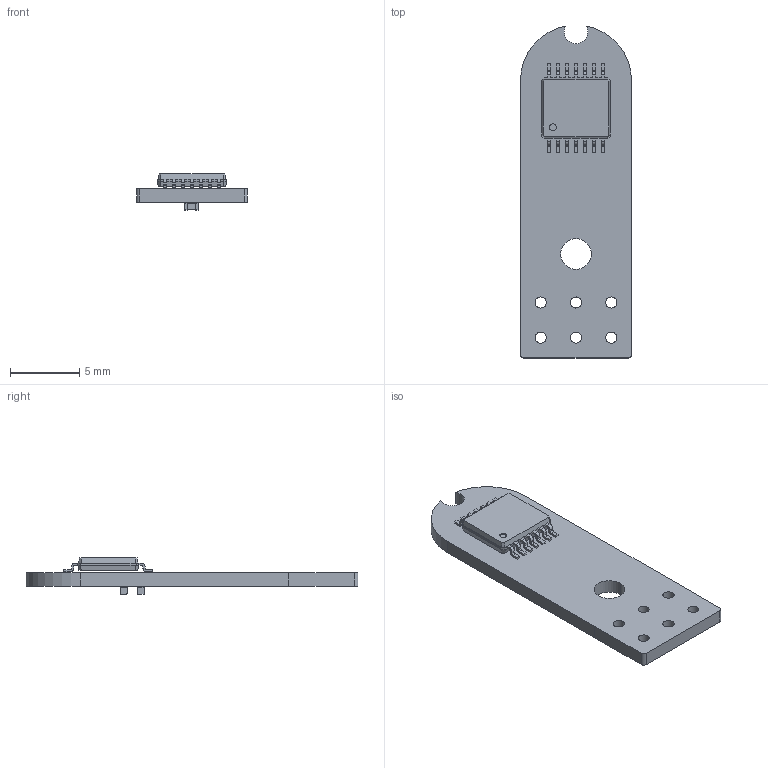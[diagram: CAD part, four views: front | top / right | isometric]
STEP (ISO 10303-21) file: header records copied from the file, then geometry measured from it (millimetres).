
FILE_DESCRIPTION(('KiCad electronic assembly'),'2;1');
FILE_NAME('A1339_long_board.stp','2018-09-19T13:20:10',('An Author'),( 'A Company'),'Open CASCADE STEP processor 6.8', 'KiCad to STEP converter','Unknown');
FILE_SCHEMA(('AUTOMOTIVE_DESIGN_CC2 { 1 2 10303 214 -1 1 5 4 }'));
Length unit declared in the file: millimetre
Products named in the file (6): Open CASCADE STEP translator 6.8 1; C_0402_1005Metric; SOLID; TSSOP-14_4.4x5mm_P0.65mm; COMPOUND
Assembly tree (6 placements, depth 3):
  Open CASCADE STEP translator 6.8 1
    C_0402_1005Metric  x2
      SOLID
    TSSOP-14_4.4x5mm_P0.65mm
      SOLID
    COMPOUND
Bounding box: 8 x 23.93 x 2.6 mm (x, y, z)
Volume: 196.4 mm3; surface area: 514.9 mm2
Topology: 4 solids, 4 shells, 324 faces, 853 edges, 542 vertices
Faces by surface type: plane 190, cylinder 96, bspline 38
Full cylindrical faces by diameter (mm): 0.5 x1, 0.8 x6
Entity records: 30678 total; most frequent: CARTESIAN_POINT 13928, DIRECTION 2471, ORIENTED_EDGE 1562, PCURVE 1562, DEFINITIONAL_REPRESENTATION 1562, LINE 1535, VECTOR 1535, EDGE_CURVE 781
